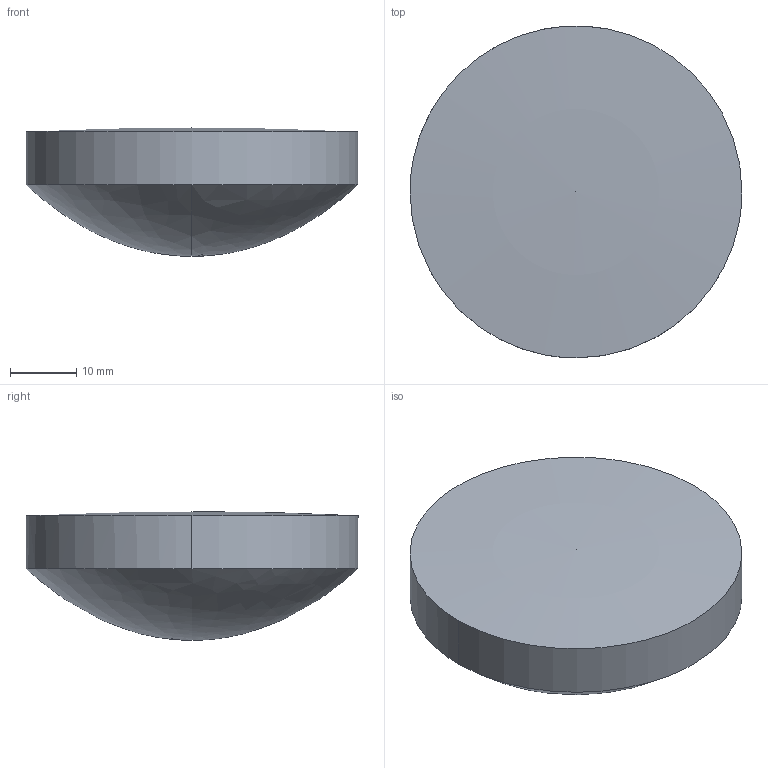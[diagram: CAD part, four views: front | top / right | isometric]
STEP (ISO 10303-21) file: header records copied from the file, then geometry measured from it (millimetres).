
FILE_DESCRIPTION (( 'STEP AP203' ), '1' );
FILE_NAME ('140611.STEP', '2024-12-17T01:36:18', ( '' ), ( '' ), 'SwSTEP 2.0', 'SolidWorks 2020', '' );
FILE_SCHEMA (( 'CONFIG_CONTROL_DESIGN' ));
Length unit declared in the file: millimetre
Products named in the file (1): 140611
Bounding box: 50 x 50 x 19.4 mm (x, y, z)
Volume: 27117.7 mm3; surface area: 5524.9 mm2
Topology: 1 solids, 1 shells, 5 faces, 15 edges, 9 vertices
Faces by surface type: bspline 2, cylinder 2, sphere 1
Entity records: 669 total; most frequent: CARTESIAN_POINT 517, ORIENTED_EDGE 20, EDGE_CURVE 10, PERSON_AND_ORGANIZATION 8, DIRECTION 8, VERTEX_POINT 7, FACE_OUTER_BOUND 5, CALENDAR_DATE 5
